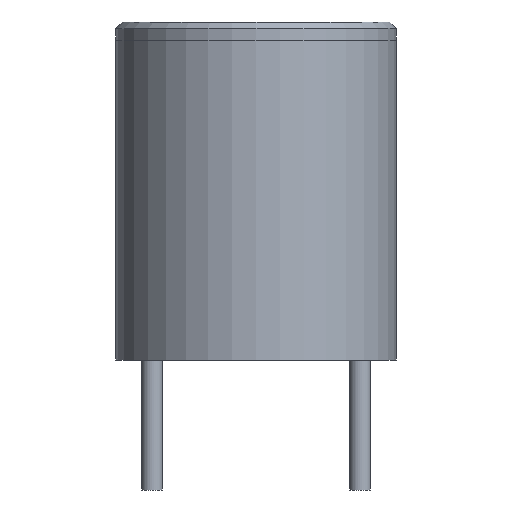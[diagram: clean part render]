
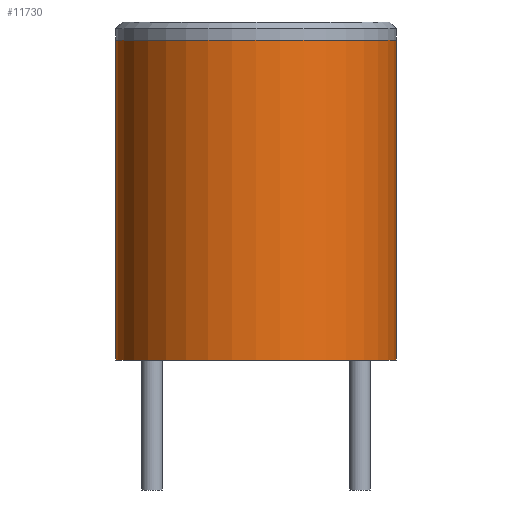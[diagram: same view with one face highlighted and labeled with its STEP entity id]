
A CAD part, front view. The second image highlights one B-rep face of the part: STEP entity #11730.
In plain terms, the highlighted cylindrical face has radius 5.4 mm (diameter 10.8 mm), a full revolution.
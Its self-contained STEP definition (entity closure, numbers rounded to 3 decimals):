
#11486 = EDGE_CURVE('',#11487,#11487,#11489,.T.);
#11487 = VERTEX_POINT('',#11488);
#11488 = CARTESIAN_POINT('',(-5.4,0.,12.3));
#11489 = SURFACE_CURVE('',#11490,(#11495,#11507),.PCURVE_S1.);
#11490 = CIRCLE('',#11491,5.4);
#11491 = AXIS2_PLACEMENT_3D('',#11492,#11493,#11494);
#11492 = CARTESIAN_POINT('',(0.,0.,12.3));
#11493 = DIRECTION('',(0.,0.,-1.));
#11494 = DIRECTION('',(-1.,0.,0.));
#11495 = PCURVE('',#11496,#11501);
#11496 = PLANE('',#11497);
#11497 = AXIS2_PLACEMENT_3D('',#11498,#11499,#11500);
#11498 = CARTESIAN_POINT('',(-4.9,0.,12.3));
#11499 = DIRECTION('',(0.,0.,-1.));
#11500 = DIRECTION('',(-1.,0.,0.));
#11501 = DEFINITIONAL_REPRESENTATION('',(#11502),#11506);
#11502 = CIRCLE('',#11503,5.4);
#11503 = AXIS2_PLACEMENT_2D('',#11504,#11505);
#11504 = CARTESIAN_POINT('',(-4.9,0.));
#11505 = DIRECTION('',(1.,0.));
#11506 = ( GEOMETRIC_REPRESENTATION_CONTEXT(2) 
PARAMETRIC_REPRESENTATION_CONTEXT() REPRESENTATION_CONTEXT('2D SPACE',''
  ) );
#11507 = PCURVE('',#11508,#11513);
#11508 = CYLINDRICAL_SURFACE('',#11509,5.4);
#11509 = AXIS2_PLACEMENT_3D('',#11510,#11511,#11512);
#11510 = CARTESIAN_POINT('',(0.,0.,0.));
#11511 = DIRECTION('',(0.,0.,1.));
#11512 = DIRECTION('',(-1.,0.,0.));
#11513 = DEFINITIONAL_REPRESENTATION('',(#11514),#11540);
#11514 = B_SPLINE_CURVE_WITH_KNOTS('',3,(#11515,#11516,#11517,#11518,
    #11519,#11520,#11521,#11522,#11523,#11524,#11525,#11526,#11527,
    #11528,#11529,#11530,#11531,#11532,#11533,#11534,#11535,#11536,
    #11537,#11538,#11539),.UNSPECIFIED.,.F.,.F.,(4,1,1,1,1,1,1,1,1,1,1,1
    ,1,1,1,1,1,1,1,1,1,1,4),(0.,0.286,0.571,
    0.857,1.142,1.428,1.714,
    1.999,2.285,2.57,2.856,
    3.142,3.427,3.713,3.998,
    4.284,4.57,4.855,5.141,
    5.426,5.712,5.998,6.283),
  .QUASI_UNIFORM_KNOTS.);
#11515 = CARTESIAN_POINT('',(6.283,12.3));
#11516 = CARTESIAN_POINT('',(6.188,12.3));
#11517 = CARTESIAN_POINT('',(5.998,12.3));
#11518 = CARTESIAN_POINT('',(5.712,12.3));
#11519 = CARTESIAN_POINT('',(5.426,12.3));
#11520 = CARTESIAN_POINT('',(5.141,12.3));
#11521 = CARTESIAN_POINT('',(4.855,12.3));
#11522 = CARTESIAN_POINT('',(4.57,12.3));
#11523 = CARTESIAN_POINT('',(4.284,12.3));
#11524 = CARTESIAN_POINT('',(3.998,12.3));
#11525 = CARTESIAN_POINT('',(3.713,12.3));
#11526 = CARTESIAN_POINT('',(3.427,12.3));
#11527 = CARTESIAN_POINT('',(3.142,12.3));
#11528 = CARTESIAN_POINT('',(2.856,12.3));
#11529 = CARTESIAN_POINT('',(2.57,12.3));
#11530 = CARTESIAN_POINT('',(2.285,12.3));
#11531 = CARTESIAN_POINT('',(1.999,12.3));
#11532 = CARTESIAN_POINT('',(1.714,12.3));
#11533 = CARTESIAN_POINT('',(1.428,12.3));
#11534 = CARTESIAN_POINT('',(1.142,12.3));
#11535 = CARTESIAN_POINT('',(0.857,12.3));
#11536 = CARTESIAN_POINT('',(0.571,12.3));
#11537 = CARTESIAN_POINT('',(0.286,12.3));
#11538 = CARTESIAN_POINT('',(0.095,12.3));
#11539 = CARTESIAN_POINT('',(0.,12.3));
#11540 = ( GEOMETRIC_REPRESENTATION_CONTEXT(2) 
PARAMETRIC_REPRESENTATION_CONTEXT() REPRESENTATION_CONTEXT('2D SPACE',''
  ) );
#11658 = PLANE('',#11659);
#11659 = AXIS2_PLACEMENT_3D('',#11660,#11661,#11662);
#11660 = CARTESIAN_POINT('',(-5.4,0.,0.));
#11661 = DIRECTION('',(0.,0.,1.));
#11662 = DIRECTION('',(1.,0.,0.));
#11681 = EDGE_CURVE('',#11682,#11682,#11684,.T.);
#11682 = VERTEX_POINT('',#11683);
#11683 = CARTESIAN_POINT('',(-5.4,0.,0.));
#11684 = SURFACE_CURVE('',#11685,(#11690,#11701),.PCURVE_S1.);
#11685 = CIRCLE('',#11686,5.4);
#11686 = AXIS2_PLACEMENT_3D('',#11687,#11688,#11689);
#11687 = CARTESIAN_POINT('',(0.,0.,0.));
#11688 = DIRECTION('',(0.,0.,-1.));
#11689 = DIRECTION('',(-1.,0.,0.));
#11690 = PCURVE('',#11658,#11691);
#11691 = DEFINITIONAL_REPRESENTATION('',(#11692),#11700);
#11692 = ( BOUNDED_CURVE() B_SPLINE_CURVE(2,(#11693,#11694,#11695,#11696
    ,#11697,#11698,#11699),.UNSPECIFIED.,.F.,.F.) 
B_SPLINE_CURVE_WITH_KNOTS((1,2,2,2,2,1),(-2.094,0.,
    2.094,4.189,6.283,8.378),
.UNSPECIFIED.) CURVE() GEOMETRIC_REPRESENTATION_ITEM() 
RATIONAL_B_SPLINE_CURVE((1.,0.5,1.,0.5,1.,0.5,1.)) REPRESENTATION_ITEM(
  '') );
#11693 = CARTESIAN_POINT('',(0.,0.));
#11694 = CARTESIAN_POINT('',(0.,9.353));
#11695 = CARTESIAN_POINT('',(8.1,4.677));
#11696 = CARTESIAN_POINT('',(16.2,0.));
#11697 = CARTESIAN_POINT('',(8.1,-4.677));
#11698 = CARTESIAN_POINT('',(0.,-9.353));
#11699 = CARTESIAN_POINT('',(0.,0.));
#11700 = ( GEOMETRIC_REPRESENTATION_CONTEXT(2) 
PARAMETRIC_REPRESENTATION_CONTEXT() REPRESENTATION_CONTEXT('2D SPACE',''
  ) );
#11701 = PCURVE('',#11508,#11702);
#11702 = DEFINITIONAL_REPRESENTATION('',(#11703),#11729);
#11703 = B_SPLINE_CURVE_WITH_KNOTS('',3,(#11704,#11705,#11706,#11707,
    #11708,#11709,#11710,#11711,#11712,#11713,#11714,#11715,#11716,
    #11717,#11718,#11719,#11720,#11721,#11722,#11723,#11724,#11725,
    #11726,#11727,#11728),.UNSPECIFIED.,.F.,.F.,(4,1,1,1,1,1,1,1,1,1,1,1
    ,1,1,1,1,1,1,1,1,1,1,4),(0.,0.286,0.571,
    0.857,1.142,1.428,1.714,
    1.999,2.285,2.57,2.856,
    3.142,3.427,3.713,3.998,
    4.284,4.57,4.855,5.141,
    5.426,5.712,5.998,6.283),
  .QUASI_UNIFORM_KNOTS.);
#11704 = CARTESIAN_POINT('',(6.283,0.));
#11705 = CARTESIAN_POINT('',(6.188,0.));
#11706 = CARTESIAN_POINT('',(5.998,0.));
#11707 = CARTESIAN_POINT('',(5.712,0.));
#11708 = CARTESIAN_POINT('',(5.426,0.));
#11709 = CARTESIAN_POINT('',(5.141,0.));
#11710 = CARTESIAN_POINT('',(4.855,0.));
#11711 = CARTESIAN_POINT('',(4.57,0.));
#11712 = CARTESIAN_POINT('',(4.284,0.));
#11713 = CARTESIAN_POINT('',(3.998,0.));
#11714 = CARTESIAN_POINT('',(3.713,0.));
#11715 = CARTESIAN_POINT('',(3.427,0.));
#11716 = CARTESIAN_POINT('',(3.142,0.));
#11717 = CARTESIAN_POINT('',(2.856,0.));
#11718 = CARTESIAN_POINT('',(2.57,0.));
#11719 = CARTESIAN_POINT('',(2.285,0.));
#11720 = CARTESIAN_POINT('',(1.999,0.));
#11721 = CARTESIAN_POINT('',(1.714,0.));
#11722 = CARTESIAN_POINT('',(1.428,0.));
#11723 = CARTESIAN_POINT('',(1.142,0.));
#11724 = CARTESIAN_POINT('',(0.857,0.));
#11725 = CARTESIAN_POINT('',(0.571,0.));
#11726 = CARTESIAN_POINT('',(0.286,0.));
#11727 = CARTESIAN_POINT('',(0.095,0.));
#11728 = CARTESIAN_POINT('',(0.,0.));
#11729 = ( GEOMETRIC_REPRESENTATION_CONTEXT(2) 
PARAMETRIC_REPRESENTATION_CONTEXT() REPRESENTATION_CONTEXT('2D SPACE',''
  ) );
#11730 = ADVANCED_FACE('',(#11731),#11508,.T.);
#11731 = FACE_BOUND('',#11732,.T.);
#11732 = EDGE_LOOP('',(#11733,#11734,#11754,#11755));
#11733 = ORIENTED_EDGE('',*,*,#11681,.F.);
#11734 = ORIENTED_EDGE('',*,*,#11735,.T.);
#11735 = EDGE_CURVE('',#11682,#11487,#11736,.T.);
#11736 = SEAM_CURVE('',#11737,(#11740,#11747),.PCURVE_S1.);
#11737 = B_SPLINE_CURVE_WITH_KNOTS('',1,(#11738,#11739),.UNSPECIFIED.,
  .F.,.F.,(2,2),(0.,12.3),.PIECEWISE_BEZIER_KNOTS.);
#11738 = CARTESIAN_POINT('',(-5.4,0.,0.));
#11739 = CARTESIAN_POINT('',(-5.4,0.,12.3));
#11740 = PCURVE('',#11508,#11741);
#11741 = DEFINITIONAL_REPRESENTATION('',(#11742),#11746);
#11742 = LINE('',#11743,#11744);
#11743 = CARTESIAN_POINT('',(6.283,0.));
#11744 = VECTOR('',#11745,1.);
#11745 = DIRECTION('',(0.,1.));
#11746 = ( GEOMETRIC_REPRESENTATION_CONTEXT(2) 
PARAMETRIC_REPRESENTATION_CONTEXT() REPRESENTATION_CONTEXT('2D SPACE',''
  ) );
#11747 = PCURVE('',#11508,#11748);
#11748 = DEFINITIONAL_REPRESENTATION('',(#11749),#11753);
#11749 = LINE('',#11750,#11751);
#11750 = CARTESIAN_POINT('',(0.,0.));
#11751 = VECTOR('',#11752,1.);
#11752 = DIRECTION('',(0.,1.));
#11753 = ( GEOMETRIC_REPRESENTATION_CONTEXT(2) 
PARAMETRIC_REPRESENTATION_CONTEXT() REPRESENTATION_CONTEXT('2D SPACE',''
  ) );
#11754 = ORIENTED_EDGE('',*,*,#11486,.T.);
#11755 = ORIENTED_EDGE('',*,*,#11735,.F.);
